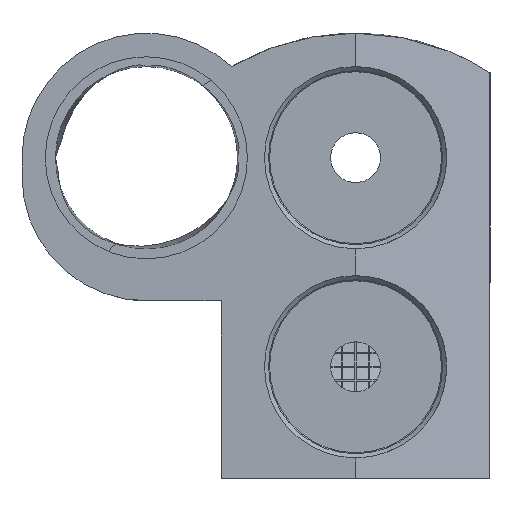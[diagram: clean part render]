
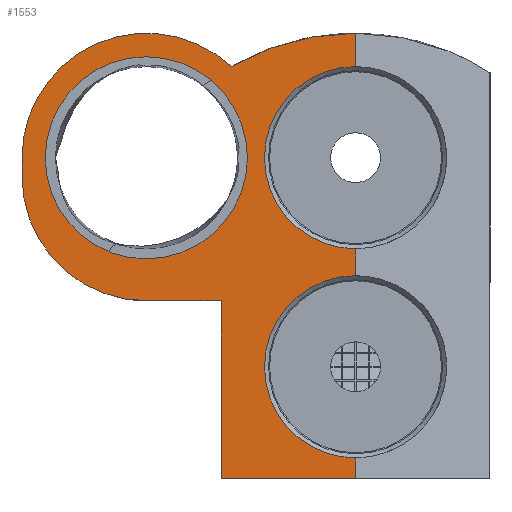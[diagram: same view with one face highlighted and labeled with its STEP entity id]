
A CAD part, left-side view. The second image highlights one B-rep face of the part: STEP entity #1553.
In plain terms, the highlighted planar face has unit normal (-1, 0, 0).
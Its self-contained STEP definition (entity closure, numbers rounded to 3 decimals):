
#1022=PLANE('',#8899);
#1168=FACE_BOUND('',#2460,.T.);
#1169=FACE_BOUND('',#2461,.T.);
#1553=ADVANCED_FACE('',(#1168,#1169),#1022,.T.);
#2460=EDGE_LOOP('',(#4478));
#2461=EDGE_LOOP('',(#4479,#4480,#4481,#4482,#4483,#4484,#4485,#4486,#4487,
#4488,#4489,#4490));
#2666=CIRCLE('',#8870,0.25);
#2668=CIRCLE('',#8876,0.5);
#2676=CIRCLE('',#8890,0.25);
#2678=CIRCLE('',#8895,0.203);
#2679=CIRCLE('',#8897,0.183);
#2680=CIRCLE('',#8898,0.183);
#4478=ORIENTED_EDGE('',*,*,#6520,.F.);
#4479=ORIENTED_EDGE('',*,*,#6521,.T.);
#4480=ORIENTED_EDGE('',*,*,#6522,.T.);
#4481=ORIENTED_EDGE('',*,*,#6523,.T.);
#4482=ORIENTED_EDGE('',*,*,#6524,.T.);
#4483=ORIENTED_EDGE('',*,*,#6525,.T.);
#4484=ORIENTED_EDGE('',*,*,#6504,.T.);
#4485=ORIENTED_EDGE('',*,*,#6516,.T.);
#4486=ORIENTED_EDGE('',*,*,#6517,.T.);
#4487=ORIENTED_EDGE('',*,*,#6492,.T.);
#4488=ORIENTED_EDGE('',*,*,#6501,.T.);
#4489=ORIENTED_EDGE('',*,*,#6488,.T.);
#4490=ORIENTED_EDGE('',*,*,#6499,.T.);
#5480=VERTEX_POINT('',#12757);
#5482=VERTEX_POINT('',#12761);
#5483=VERTEX_POINT('',#12765);
#5486=VERTEX_POINT('',#12770);
#5491=VERTEX_POINT('',#12784);
#5493=VERTEX_POINT('',#12793);
#5494=VERTEX_POINT('',#12795);
#5504=VERTEX_POINT('',#12829);
#5506=VERTEX_POINT('',#12839);
#5507=VERTEX_POINT('',#12842);
#5508=VERTEX_POINT('',#12844);
#5509=VERTEX_POINT('',#12846);
#5510=VERTEX_POINT('',#12848);
#6488=EDGE_CURVE('',#5480,#5482,#7521,.T.);
#6492=EDGE_CURVE('',#5483,#5486,#2666,.T.);
#6499=EDGE_CURVE('',#5482,#5491,#7530,.T.);
#6501=EDGE_CURVE('',#5486,#5480,#7532,.T.);
#6504=EDGE_CURVE('',#5494,#5493,#2668,.T.);
#6516=EDGE_CURVE('',#5493,#5504,#2676,.T.);
#6517=EDGE_CURVE('',#5504,#5483,#7535,.T.);
#6520=EDGE_CURVE('',#5506,#5506,#2678,.T.);
#6521=EDGE_CURVE('',#5491,#5507,#7537,.T.);
#6522=EDGE_CURVE('',#5507,#5508,#2679,.T.);
#6523=EDGE_CURVE('',#5508,#5509,#7538,.T.);
#6524=EDGE_CURVE('',#5509,#5510,#2680,.T.);
#6525=EDGE_CURVE('',#5510,#5494,#7539,.T.);
#7521=LINE('',#12762,#8422);
#7530=LINE('',#12785,#8431);
#7532=LINE('',#12788,#8433);
#7535=LINE('',#12832,#8436);
#7537=LINE('',#12841,#8438);
#7538=LINE('',#12845,#8439);
#7539=LINE('',#12849,#8440);
#8422=VECTOR('',#10529,1.);
#8431=VECTOR('',#10548,1.);
#8433=VECTOR('',#10552,1.);
#8436=VECTOR('',#10591,1.);
#8438=VECTOR('',#10603,1.);
#8439=VECTOR('',#10606,1.);
#8440=VECTOR('',#10609,1.);
#8870=AXIS2_PLACEMENT_3D('',#12771,#10536,#10537);
#8876=AXIS2_PLACEMENT_3D('',#12794,#10558,#10559);
#8890=AXIS2_PLACEMENT_3D('',#12830,#10587,#10588);
#8895=AXIS2_PLACEMENT_3D('',#12838,#10599,#10600);
#8897=AXIS2_PLACEMENT_3D('',#12843,#10604,#10605);
#8898=AXIS2_PLACEMENT_3D('',#12847,#10607,#10608);
#8899=AXIS2_PLACEMENT_3D('',#12850,#10610,#10611);
#10529=DIRECTION('',(0.,0.,-1.));
#10536=DIRECTION('',(-1.,0.,0.));
#10537=DIRECTION('',(0.,1.,0.));
#10548=DIRECTION('',(0.,-1.,0.));
#10552=DIRECTION('',(0.,-1.,0.));
#10558=DIRECTION('',(-1.,0.,0.));
#10559=DIRECTION('',(0.,0.,1.));
#10587=DIRECTION('',(-1.,0.,0.));
#10588=DIRECTION('',(0.,-0.681,0.732));
#10591=DIRECTION('',(0.,0.,-1.));
#10599=DIRECTION('',(-1.,0.,0.));
#10600=DIRECTION('',(0.,1.,0.));
#10603=DIRECTION('',(0.,0.,1.));
#10604=DIRECTION('',(1.,0.,0.));
#10605=DIRECTION('',(0.,1.,0.));
#10606=DIRECTION('',(0.,0.,1.));
#10607=DIRECTION('',(1.,0.,0.));
#10608=DIRECTION('',(0.,-1.,0.));
#10609=DIRECTION('',(0.,0.,1.));
#10610=DIRECTION('',(-1.,0.,0.));
#10611=DIRECTION('',(0.,0.,1.));
#12757=CARTESIAN_POINT('',(-2.433,0.27,-0.288));
#12761=CARTESIAN_POINT('',(-2.433,0.27,-0.645));
#12762=CARTESIAN_POINT('',(-2.433,0.27,-0.288));
#12765=CARTESIAN_POINT('',(-2.433,0.67,-0.038));
#12770=CARTESIAN_POINT('',(-2.433,0.42,-0.288));
#12771=CARTESIAN_POINT('',(-2.433,0.42,-0.038));
#12784=CARTESIAN_POINT('',(-2.433,0.,-0.645));
#12785=CARTESIAN_POINT('',(-2.433,-0.109,-0.645));
#12788=CARTESIAN_POINT('',(-2.433,0.42,-0.288));
#12793=CARTESIAN_POINT('',(-2.433,0.25,0.183));
#12794=CARTESIAN_POINT('',(-2.433,0.,-0.25));
#12795=CARTESIAN_POINT('',(-2.433,0.,0.25));
#12829=CARTESIAN_POINT('',(-2.433,0.67,0.));
#12830=CARTESIAN_POINT('',(-2.433,0.42,0.));
#12832=CARTESIAN_POINT('',(-2.433,0.67,0.));
#12838=CARTESIAN_POINT('',(-2.433,0.42,0.));
#12839=CARTESIAN_POINT('',(-2.433,0.623,0.));
#12841=CARTESIAN_POINT('',(-2.433,0.,0.09));
#12842=CARTESIAN_POINT('',(-2.433,0.,-0.603));
#12843=CARTESIAN_POINT('',(-2.433,0.,-0.42));
#12844=CARTESIAN_POINT('',(-2.433,0.,-0.237));
#12845=CARTESIAN_POINT('',(-2.433,0.,0.09));
#12846=CARTESIAN_POINT('',(-2.433,0.,-0.183));
#12847=CARTESIAN_POINT('',(-2.433,0.,0.));
#12848=CARTESIAN_POINT('',(-2.433,0.,0.183));
#12849=CARTESIAN_POINT('',(-2.433,0.,0.09));
#12850=CARTESIAN_POINT('',(-2.433,0.,0.));
